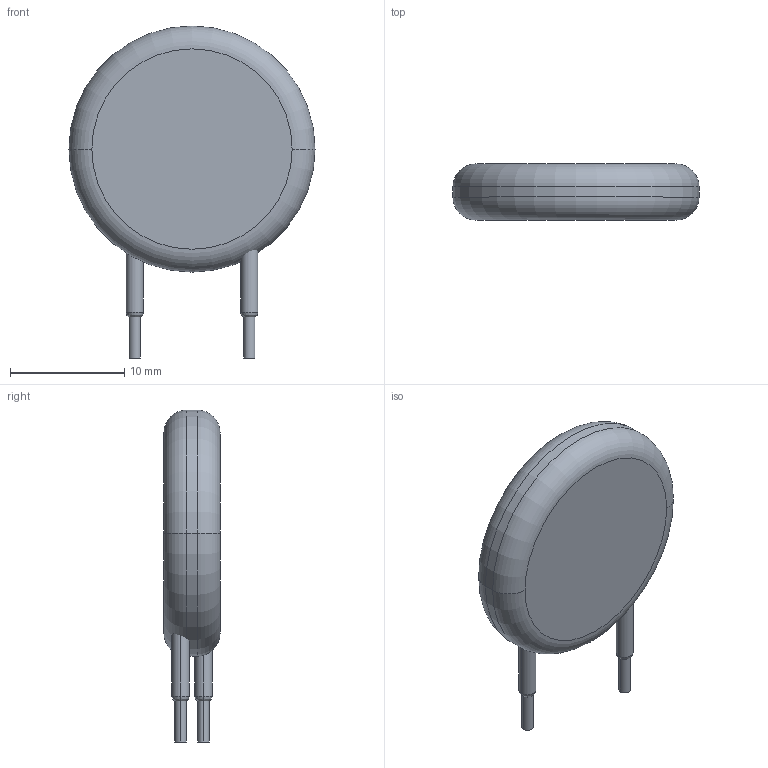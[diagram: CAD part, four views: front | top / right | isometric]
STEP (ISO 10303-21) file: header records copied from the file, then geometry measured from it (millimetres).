
FILE_DESCRIPTION((''),'2;1');
FILE_NAME('VAR_EPCOS_B72220S0300K101.stp','2015-10-15T10:12:47',(''),(''),'Mechanical Desktop 2011','Mechanical Desktop 2011',', , ');
FILE_SCHEMA(('AUTOMOTIVE_DESIGN { 1 2 10303 214 1 1 1 1 }'));
Length unit declared in the file: millimetre
Products named in the file (1): Product
Bounding box: 21.5 x 4.9 x 29 mm (x, y, z)
Volume: 1694.9 mm3; surface area: 1027.2 mm2
Topology: 5 solids, 5 shells, 28 faces, 46 edges, 28 vertices
Faces by surface type: cylinder 10, plane 10, torus 4, bspline 4
Entity records: 870 total; most frequent: CARTESIAN_POINT 279, DIRECTION 132, ORIENTED_EDGE 92, AXIS2_PLACEMENT_3D 61, EDGE_CURVE 46, CIRCLE 36, VERTEX_POINT 28, EDGE_LOOP 28
